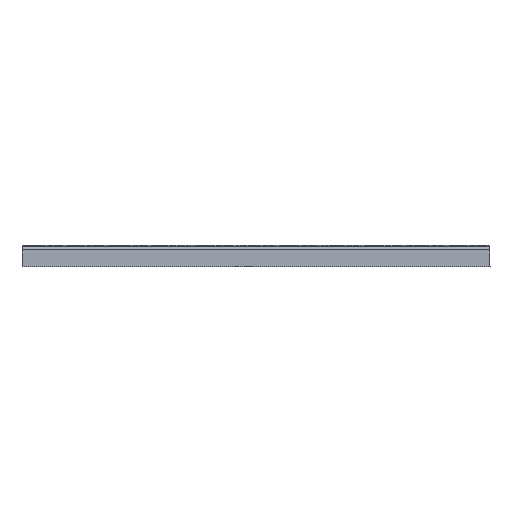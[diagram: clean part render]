
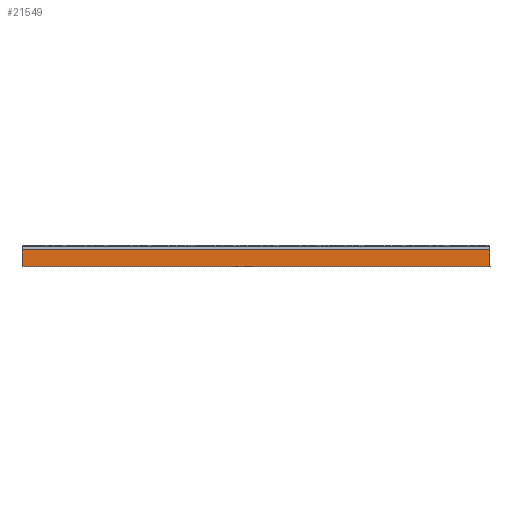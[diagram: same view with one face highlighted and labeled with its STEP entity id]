
A CAD part, front view. The second image highlights one B-rep face of the part: STEP entity #21549.
In plain terms, the highlighted planar face has unit normal (0, -0.999, 0.035).
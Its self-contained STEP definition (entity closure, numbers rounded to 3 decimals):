
#13772 = DIRECTION ( 'NONE',  ( -1., 0., 0. ) ) ;
#15314 = ORIENTED_EDGE ( 'NONE', *, *, #129174, .F. ) ;
#16757 = LINE ( 'NONE', #61566, #167349 ) ;
#17086 = DIRECTION ( 'NONE',  ( -1., 0., 0. ) ) ;
#21549 = ADVANCED_FACE ( 'NONE', ( #51689 ), #143302, .T. ) ;
#26916 = VECTOR ( 'NONE', #17086, 1000. ) ;
#34339 = EDGE_CURVE ( 'NONE', #148355, #36786, #94413, .T. ) ;
#36786 = VERTEX_POINT ( 'NONE', #173150 ) ;
#38453 = DIRECTION ( 'NONE',  ( 0., -0.999, 0.035 ) ) ;
#51689 = FACE_OUTER_BOUND ( 'NONE', #52633, .T. ) ;
#52633 = EDGE_LOOP ( 'NONE', ( #145272, #15314, #182487, #113675 ) ) ;
#56953 = LINE ( 'NONE', #119024, #146412 ) ;
#61566 = CARTESIAN_POINT ( 'NONE',  ( 143., -31.941, 8.703 ) ) ;
#65588 = EDGE_CURVE ( 'NONE', #105938, #196528, #16757, .T. ) ;
#78253 = VECTOR ( 'NONE', #153817, 1000. ) ;
#86341 = CARTESIAN_POINT ( 'NONE',  ( 142.821, -31.941, 8.703 ) ) ;
#94413 = LINE ( 'NONE', #156509, #26916 ) ;
#95714 = CARTESIAN_POINT ( 'NONE',  ( -142.734, -31.767, 13.687 ) ) ;
#105938 = VERTEX_POINT ( 'NONE', #86341 ) ;
#109305 = CARTESIAN_POINT ( 'NONE',  ( -142.821, -31.941, 8.703 ) ) ;
#113675 = ORIENTED_EDGE ( 'NONE', *, *, #190732, .T. ) ;
#119024 = CARTESIAN_POINT ( 'NONE',  ( 142.821, -31.941, 8.7 ) ) ;
#122007 = DIRECTION ( 'NONE',  ( -0.017, 0.035, 0.999 ) ) ;
#127026 = CARTESIAN_POINT ( 'NONE',  ( 143., -31.941, 8.703 ) ) ;
#129174 = EDGE_CURVE ( 'NONE', #36786, #196528, #172079, .T. ) ;
#143302 = PLANE ( 'NONE',  #151372 ) ;
#145272 = ORIENTED_EDGE ( 'NONE', *, *, #65588, .T. ) ;
#146412 = VECTOR ( 'NONE', #122007, 1000. ) ;
#147324 = CARTESIAN_POINT ( 'NONE',  ( 143., -32.299, -1.548 ) ) ;
#148355 = VERTEX_POINT ( 'NONE', #147324 ) ;
#151372 = AXIS2_PLACEMENT_3D ( 'NONE', #127026, #38453, #175841 ) ;
#153817 = DIRECTION ( 'NONE',  ( 0.017, 0.035, 0.999 ) ) ;
#156509 = CARTESIAN_POINT ( 'NONE',  ( 143., -32.299, -1.548 ) ) ;
#167349 = VECTOR ( 'NONE', #13772, 1000. ) ;
#172079 = LINE ( 'NONE', #95714, #78253 ) ;
#173150 = CARTESIAN_POINT ( 'NONE',  ( -143., -32.299, -1.548 ) ) ;
#175841 = DIRECTION ( 'NONE',  ( 0., -0.035, -0.999 ) ) ;
#182487 = ORIENTED_EDGE ( 'NONE', *, *, #34339, .F. ) ;
#190732 = EDGE_CURVE ( 'NONE', #148355, #105938, #56953, .T. ) ;
#196528 = VERTEX_POINT ( 'NONE', #109305 ) ;
